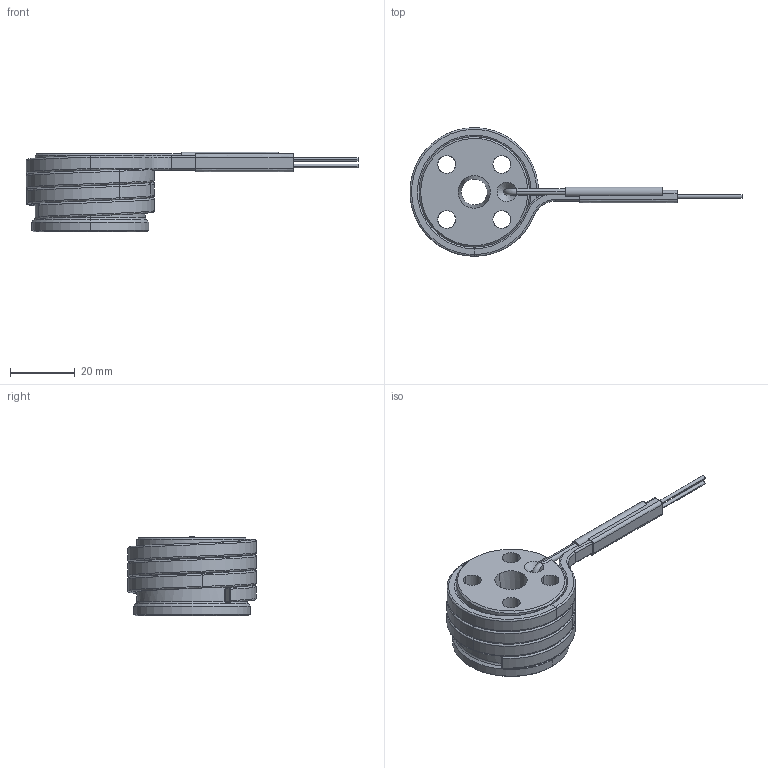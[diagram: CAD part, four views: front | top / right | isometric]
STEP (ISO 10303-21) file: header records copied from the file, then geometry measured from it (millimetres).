
FILE_DESCRIPTION((''),'2;1');
FILE_NAME('VLH-LS-R20_VTULKA_POD_SO_INST8','2014-06-09T',('Íàòàëüÿ'),('IMID'),'PRO/ENGINEER BY PARAMETRIC TECHNOLOGY CORPORATION, 2010180','PRO/ENGINEER BY PARAMETRIC TECHNOLOGY CORPORATION, 2010180','');
FILE_SCHEMA(('CONFIG_CONTROL_DESIGN'));
Length unit declared in the file: millimetre
Products named in the file (1): VLH-LS-R20_VTULKA_POD_SO_INST8
Bounding box: 102.3 x 39.59 x 24.5 mm (x, y, z)
Volume: 20910.7 mm3; surface area: 10649.5 mm2
Topology: 1 solids, 1 shells, 166 faces, 449 edges, 279 vertices
Faces by surface type: cylinder 46, bspline 43, plane 32, cone 16, torus 11, revolution 9, extrusion 7, sphere 2
Entity records: 8520 total; most frequent: CARTESIAN_POINT 4717, ORIENTED_EDGE 898, DIRECTION 622, EDGE_CURVE 449, VERTEX_POINT 279, AXIS2_PLACEMENT_3D 252, B_SPLINE_CURVE_WITH_KNOTS 218, EDGE_LOOP 174
